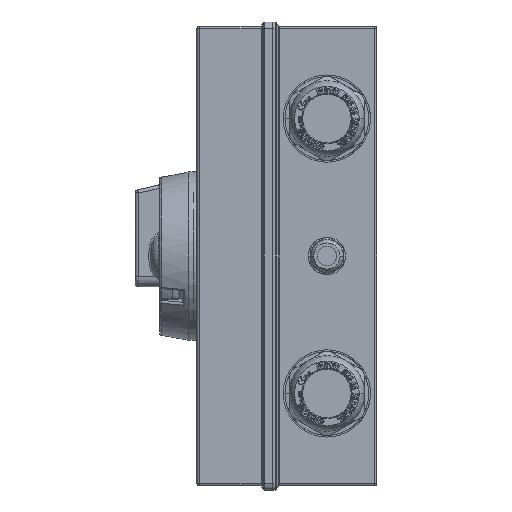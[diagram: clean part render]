
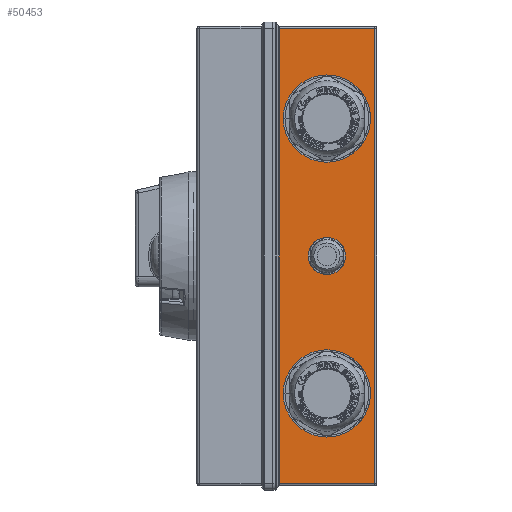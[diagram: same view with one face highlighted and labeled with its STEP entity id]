
A CAD part, left-side view. The second image highlights one B-rep face of the part: STEP entity #50453.
In plain terms, the highlighted planar face has unit normal (-1, 0, 0).
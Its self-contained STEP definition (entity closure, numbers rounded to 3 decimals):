
#4456 = EDGE_LOOP ( 'NONE', ( #131456, #30289 ) ) ;
#6667 = VERTEX_POINT ( 'NONE', #62576 ) ;
#11125 = CARTESIAN_POINT ( 'NONE',  ( -167.25, -4.894, -165.45 ) ) ;
#17169 = DIRECTION ( 'NONE',  ( -1., 0., 0. ) ) ;
#20067 = VECTOR ( 'NONE', #169893, 1000. ) ;
#20307 = DIRECTION ( 'NONE',  ( -1., 0., 0. ) ) ;
#23335 = LINE ( 'NONE', #185979, #180355 ) ;
#24090 = EDGE_CURVE ( 'NONE', #36995, #133507, #165773, .T. ) ;
#27308 = LINE ( 'NONE', #105299, #101288 ) ;
#27994 = CARTESIAN_POINT ( 'NONE',  ( -167.25, -39.597, 68.25 ) ) ;
#28287 = CARTESIAN_POINT ( 'NONE',  ( -167.25, -39.597, -100. ) ) ;
#29854 = CIRCLE ( 'NONE', #121404, 31.75 ) ;
#30289 = ORIENTED_EDGE ( 'NONE', *, *, #24090, .F. ) ;
#33107 = FACE_BOUND ( 'NONE', #4456, .T. ) ;
#33335 = ORIENTED_EDGE ( 'NONE', *, *, #168610, .F. ) ;
#36257 = VERTEX_POINT ( 'NONE', #174677 ) ;
#36391 = ORIENTED_EDGE ( 'NONE', *, *, #95442, .F. ) ;
#36995 = VERTEX_POINT ( 'NONE', #78148 ) ;
#42583 = DIRECTION ( 'NONE',  ( 0., 0., 1. ) ) ;
#43226 = DIRECTION ( 'NONE',  ( 0., 0., 1. ) ) ;
#47010 = DIRECTION ( 'NONE',  ( -1., 0., 0. ) ) ;
#48926 = CARTESIAN_POINT ( 'NONE',  ( -167.25, -39.597, 10.25 ) ) ;
#50453 = ADVANCED_FACE ( 'NONE', ( #155503, #111702, #33107, #185519 ), #61234, .T. ) ;
#53694 = ORIENTED_EDGE ( 'NONE', *, *, #93878, .T. ) ;
#54485 = EDGE_LOOP ( 'NONE', ( #116385, #36391 ) ) ;
#55763 = EDGE_CURVE ( 'NONE', #176684, #165802, #71073, .T. ) ;
#57905 = EDGE_LOOP ( 'NONE', ( #150763, #33335 ) ) ;
#60145 = DIRECTION ( 'NONE',  ( 0., -1., 0. ) ) ;
#61234 = PLANE ( 'NONE',  #144718 ) ;
#62576 = CARTESIAN_POINT ( 'NONE',  ( -167.25, -4.894, 165.45 ) ) ;
#65400 = DIRECTION ( 'NONE',  ( -1., 0., 0. ) ) ;
#65867 = AXIS2_PLACEMENT_3D ( 'NONE', #82793, #185958, #97649 ) ;
#69547 = CIRCLE ( 'NONE', #188397, 31.75 ) ;
#71073 = CIRCLE ( 'NONE', #122942, 10.25 ) ;
#71881 = CARTESIAN_POINT ( 'NONE',  ( -167.25, -39.597, 100. ) ) ;
#73663 = ORIENTED_EDGE ( 'NONE', *, *, #104964, .T. ) ;
#76876 = VERTEX_POINT ( 'NONE', #93283 ) ;
#78148 = CARTESIAN_POINT ( 'NONE',  ( -167.25, -39.597, -131.75 ) ) ;
#81529 = CARTESIAN_POINT ( 'NONE',  ( -167.25, -75.8, 165.45 ) ) ;
#82793 = CARTESIAN_POINT ( 'NONE',  ( -167.25, -39.597, -100. ) ) ;
#86719 = DIRECTION ( 'NONE',  ( 0., 0., 1. ) ) ;
#93283 = CARTESIAN_POINT ( 'NONE',  ( -167.25, -39.597, 131.75 ) ) ;
#93878 = EDGE_CURVE ( 'NONE', #6667, #177896, #23335, .T. ) ;
#94048 = LINE ( 'NONE', #81529, #20067 ) ;
#95442 = EDGE_CURVE ( 'NONE', #165802, #176684, #145604, .T. ) ;
#95798 = LINE ( 'NONE', #160577, #116485 ) ;
#96595 = AXIS2_PLACEMENT_3D ( 'NONE', #108829, #20307, #123595 ) ;
#97649 = DIRECTION ( 'NONE',  ( 0., 0., 1. ) ) ;
#97681 = DIRECTION ( 'NONE',  ( 0., 0., -1. ) ) ;
#101288 = VECTOR ( 'NONE', #60145, 1000. ) ;
#103291 = EDGE_LOOP ( 'NONE', ( #180624, #73663, #179689, #53694 ) ) ;
#103410 = CARTESIAN_POINT ( 'NONE',  ( -167.25, -39.597, -68.25 ) ) ;
#104964 = EDGE_CURVE ( 'NONE', #155894, #36257, #95798, .T. ) ;
#105299 = CARTESIAN_POINT ( 'NONE',  ( -167.25, -75.8, -165.45 ) ) ;
#105641 = CARTESIAN_POINT ( 'NONE',  ( -167.25, -39.597, 100. ) ) ;
#108829 = CARTESIAN_POINT ( 'NONE',  ( -167.25, -39.597, 0. ) ) ;
#108928 = CIRCLE ( 'NONE', #131548, 31.75 ) ;
#111702 = FACE_BOUND ( 'NONE', #57905, .T. ) ;
#116385 = ORIENTED_EDGE ( 'NONE', *, *, #55763, .F. ) ;
#116485 = VECTOR ( 'NONE', #42583, 1000. ) ;
#117315 = CARTESIAN_POINT ( 'NONE',  ( -167.25, -74.3, -165.45 ) ) ;
#120452 = DIRECTION ( 'NONE',  ( 0., 0., 1. ) ) ;
#120545 = CARTESIAN_POINT ( 'NONE',  ( -167.25, -75.8, -167.25 ) ) ;
#121404 = AXIS2_PLACEMENT_3D ( 'NONE', #71881, #175045, #86719 ) ;
#122942 = AXIS2_PLACEMENT_3D ( 'NONE', #153718, #65400, #168604 ) ;
#123313 = EDGE_CURVE ( 'NONE', #36257, #6667, #94048, .T. ) ;
#123595 = DIRECTION ( 'NONE',  ( 0., 0., 1. ) ) ;
#131456 = ORIENTED_EDGE ( 'NONE', *, *, #191079, .F. ) ;
#131548 = AXIS2_PLACEMENT_3D ( 'NONE', #28287, #131587, #43226 ) ;
#131587 = DIRECTION ( 'NONE',  ( -1., 0., 0. ) ) ;
#133507 = VERTEX_POINT ( 'NONE', #103410 ) ;
#144718 = AXIS2_PLACEMENT_3D ( 'NONE', #120545, #47010, #150171 ) ;
#145604 = CIRCLE ( 'NONE', #96595, 10.25 ) ;
#150171 = DIRECTION ( 'NONE',  ( 0., 0., 1. ) ) ;
#150763 = ORIENTED_EDGE ( 'NONE', *, *, #188180, .F. ) ;
#153718 = CARTESIAN_POINT ( 'NONE',  ( -167.25, -39.597, 0. ) ) ;
#155503 = FACE_BOUND ( 'NONE', #54485, .T. ) ;
#155894 = VERTEX_POINT ( 'NONE', #117315 ) ;
#156153 = CARTESIAN_POINT ( 'NONE',  ( -167.25, -39.597, -10.25 ) ) ;
#160577 = CARTESIAN_POINT ( 'NONE',  ( -167.25, -74.3, 165.45 ) ) ;
#165773 = CIRCLE ( 'NONE', #65867, 31.75 ) ;
#165802 = VERTEX_POINT ( 'NONE', #156153 ) ;
#168604 = DIRECTION ( 'NONE',  ( 0., 0., 1. ) ) ;
#168610 = EDGE_CURVE ( 'NONE', #173854, #76876, #69547, .T. ) ;
#169893 = DIRECTION ( 'NONE',  ( 0., 1., 0. ) ) ;
#173854 = VERTEX_POINT ( 'NONE', #27994 ) ;
#174677 = CARTESIAN_POINT ( 'NONE',  ( -167.25, -74.3, 165.45 ) ) ;
#175045 = DIRECTION ( 'NONE',  ( -1., 0., 0. ) ) ;
#176684 = VERTEX_POINT ( 'NONE', #48926 ) ;
#177896 = VERTEX_POINT ( 'NONE', #11125 ) ;
#178077 = EDGE_CURVE ( 'NONE', #177896, #155894, #27308, .T. ) ;
#179689 = ORIENTED_EDGE ( 'NONE', *, *, #123313, .T. ) ;
#180355 = VECTOR ( 'NONE', #97681, 1000. ) ;
#180624 = ORIENTED_EDGE ( 'NONE', *, *, #178077, .T. ) ;
#185519 = FACE_OUTER_BOUND ( 'NONE', #103291, .T. ) ;
#185958 = DIRECTION ( 'NONE',  ( -1., 0., 0. ) ) ;
#185979 = CARTESIAN_POINT ( 'NONE',  ( -167.25, -4.894, -167.25 ) ) ;
#188180 = EDGE_CURVE ( 'NONE', #76876, #173854, #29854, .T. ) ;
#188397 = AXIS2_PLACEMENT_3D ( 'NONE', #105641, #17169, #120452 ) ;
#191079 = EDGE_CURVE ( 'NONE', #133507, #36995, #108928, .T. ) ;
